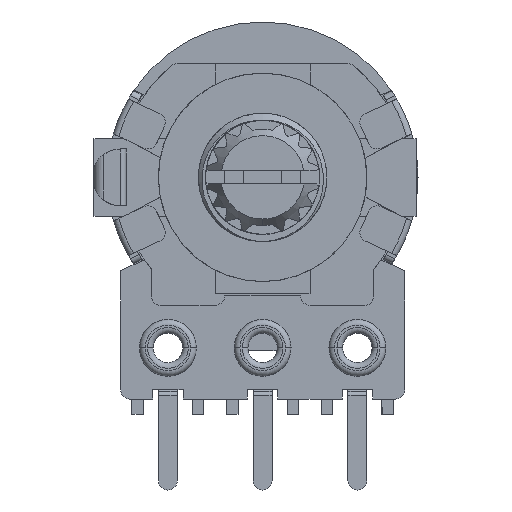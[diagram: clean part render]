
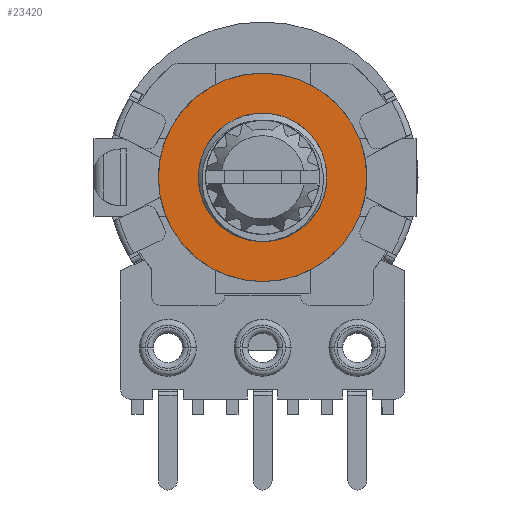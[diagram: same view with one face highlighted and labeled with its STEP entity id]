
A CAD part, front view. The second image highlights one B-rep face of the part: STEP entity #23420.
In plain terms, the highlighted face is planar.
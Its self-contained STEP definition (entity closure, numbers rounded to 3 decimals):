
#3139 = EDGE_CURVE ( 'NONE', #29546, #29549, #14196, .T. ) ;
#3946 = AXIS2_PLACEMENT_3D ( 'NONE', #4408, #4405, #4404 ) ;
#4404 = DIRECTION ( 'NONE',  ( 0., -1., 0. ) ) ;
#4405 = DIRECTION ( 'NONE',  ( 0., 0., -1. ) ) ;
#4408 = CARTESIAN_POINT ( 'NONE',  ( 0., 0., 4. ) ) ;
#6279 = AXIS2_PLACEMENT_3D ( 'NONE', #10899, #10884, #10883 ) ;
#8570 = CARTESIAN_POINT ( 'NONE',  ( 0.155, -3.386, 4. ) ) ;
#8592 = CARTESIAN_POINT ( 'NONE',  ( 0.363, -3.37, 4. ) ) ;
#8595 = CARTESIAN_POINT ( 'NONE',  ( 0.566, -3.335, 4. ) ) ;
#8596 = CARTESIAN_POINT ( 'NONE',  ( 0.964, -3.227, 4. ) ) ;
#8605 = CARTESIAN_POINT ( 'NONE',  ( 1.16, -3.154, 4. ) ) ;
#8607 = CARTESIAN_POINT ( 'NONE',  ( 1.534, -2.973, 4. ) ) ;
#8614 = CARTESIAN_POINT ( 'NONE',  ( 1.71, -2.866, 4. ) ) ;
#8617 = CARTESIAN_POINT ( 'NONE',  ( 2.041, -2.62, 4. ) ) ;
#8619 = CARTESIAN_POINT ( 'NONE',  ( 2.198, -2.48, 4. ) ) ;
#8622 = CARTESIAN_POINT ( 'NONE',  ( 2.479, -2.176, 4. ) ) ;
#8627 = CARTESIAN_POINT ( 'NONE',  ( 2.604, -2.013, 4. ) ) ;
#8628 = CARTESIAN_POINT ( 'NONE',  ( 2.824, -1.663, 4. ) ) ;
#8632 = CARTESIAN_POINT ( 'NONE',  ( 2.919, -1.475, 4. ) ) ;
#8634 = CARTESIAN_POINT ( 'NONE',  ( 3.068, -1.09, 4. ) ) ;
#8638 = CARTESIAN_POINT ( 'NONE',  ( 3.124, -0.892, 4. ) ) ;
#8641 = CARTESIAN_POINT ( 'NONE',  ( 3.197, -0.484, 4. ) ) ;
#8644 = CARTESIAN_POINT ( 'NONE',  ( 3.213, -0.275, 4. ) ) ;
#8646 = CARTESIAN_POINT ( 'NONE',  ( 3.202, 0.343, 4. ) ) ;
#8648 = CARTESIAN_POINT ( 'NONE',  ( 3.113, 0.758, 4. ) ) ;
#8649 = CARTESIAN_POINT ( 'NONE',  ( 2.87, 1.326, 4. ) ) ;
#8654 = CARTESIAN_POINT ( 'NONE',  ( 2.769, 1.511, 4. ) ) ;
#8656 = CARTESIAN_POINT ( 'NONE',  ( 2.535, 1.853, 4. ) ) ;
#8658 = CARTESIAN_POINT ( 'NONE',  ( 2.403, 2.01, 4. ) ) ;
#8660 = CARTESIAN_POINT ( 'NONE',  ( 2.106, 2.297, 4. ) ) ;
#8665 = CARTESIAN_POINT ( 'NONE',  ( 1.941, 2.428, 4. ) ) ;
#8668 = CARTESIAN_POINT ( 'NONE',  ( 1.593, 2.65, 4. ) ) ;
#8672 = CARTESIAN_POINT ( 'NONE',  ( 1.409, 2.743, 4. ) ) ;
#8677 = CARTESIAN_POINT ( 'NONE',  ( 1.021, 2.892, 4. ) ) ;
#8680 = CARTESIAN_POINT ( 'NONE',  ( 0.82, 2.946, 4. ) ) ;
#8684 = CARTESIAN_POINT ( 'NONE',  ( 0.414, 3.014, 4. ) ) ;
#8689 = CARTESIAN_POINT ( 'NONE',  ( 0.209, 3.027, 4. ) ) ;
#8696 = CARTESIAN_POINT ( 'NONE',  ( 0., 3.02, 4. ) ) ;
#10134 = CARTESIAN_POINT ( 'NONE',  ( -0.263, -3.373, 4. ) ) ;
#10135 = CARTESIAN_POINT ( 'NONE',  ( -0.67, -3.301, 4. ) ) ;
#10136 = CARTESIAN_POINT ( 'NONE',  ( -0.869, -3.247, 4. ) ) ;
#10138 = CARTESIAN_POINT ( 'NONE',  ( -1.257, -3.101, 4. ) ) ;
#10139 = CARTESIAN_POINT ( 'NONE',  ( -1.445, -3.009, 4. ) ) ;
#10144 = CARTESIAN_POINT ( 'NONE',  ( -1.797, -2.795, 4. ) ) ;
#10148 = CARTESIAN_POINT ( 'NONE',  ( -1.963, -2.672, 4. ) ) ;
#10158 = CARTESIAN_POINT ( 'NONE',  ( -2.427, -2.254, 4. ) ) ;
#10161 = CARTESIAN_POINT ( 'NONE',  ( -2.68, -1.921, 4. ) ) ;
#10163 = CARTESIAN_POINT ( 'NONE',  ( -2.958, -1.362, 4. ) ) ;
#10182 = CARTESIAN_POINT ( 'NONE',  ( -3.031, -1.17, 4. ) ) ;
#10188 = CARTESIAN_POINT ( 'NONE',  ( -3.14, -0.772, 4. ) ) ;
#10190 = CARTESIAN_POINT ( 'NONE',  ( -3.176, -0.565, 4. ) ) ;
#10191 = CARTESIAN_POINT ( 'NONE',  ( -3.206, -0.153, 4. ) ) ;
#10192 = CARTESIAN_POINT ( 'NONE',  ( -3.202, 0.053, 4. ) ) ;
#10194 = CARTESIAN_POINT ( 'NONE',  ( -3.152, 0.464, 4. ) ) ;
#10200 = CARTESIAN_POINT ( 'NONE',  ( -3.107, 0.669, 4. ) ) ;
#10204 = CARTESIAN_POINT ( 'NONE',  ( -2.915, 1.258, 4. ) ) ;
#10206 = CARTESIAN_POINT ( 'NONE',  ( -2.709, 1.629, 4. ) ) ;
#10208 = CARTESIAN_POINT ( 'NONE',  ( -2.306, 2.098, 4. ) ) ;
#10213 = CARTESIAN_POINT ( 'NONE',  ( -2.154, 2.243, 4. ) ) ;
#10216 = CARTESIAN_POINT ( 'NONE',  ( 0.155, -3.386, 4. ) ) ;
#10218 = CARTESIAN_POINT ( 'NONE',  ( -1.827, 2.496, 4. ) ) ;
#10227 = CARTESIAN_POINT ( 'NONE',  ( -1.652, 2.605, 4. ) ) ;
#10230 = CARTESIAN_POINT ( 'NONE',  ( -1.28, 2.788, 4. ) ) ;
#10232 = CARTESIAN_POINT ( 'NONE',  ( -1.083, 2.861, 4. ) ) ;
#10234 = CARTESIAN_POINT ( 'NONE',  ( -0.684, 2.965, 4. ) ) ;
#10238 = CARTESIAN_POINT ( 'NONE',  ( -0.481, 2.997, 4. ) ) ;
#10240 = CARTESIAN_POINT ( 'NONE',  ( -0.054, -3.389, 4. ) ) ;
#10266 = CARTESIAN_POINT ( 'NONE',  ( -0.272, 3.008, 4. ) ) ;
#10883 = DIRECTION ( 'NONE',  ( 0., -1., 0. ) ) ;
#10884 = DIRECTION ( 'NONE',  ( 0., 0., -1. ) ) ;
#10894 = PLANE ( 'NONE',  #6279 ) ;
#10899 = CARTESIAN_POINT ( 'NONE',  ( 0., 0., 4. ) ) ;
#14196 = CIRCLE ( 'NONE', #3946, 5.5 ) ;
#15972 = ORIENTED_EDGE ( 'NONE', *, *, #24345, .F. ) ;
#15974 = ORIENTED_EDGE ( 'NONE', *, *, #27204, .T. ) ;
#15977 = ORIENTED_EDGE ( 'NONE', *, *, #26053, .F. ) ;
#15978 = ORIENTED_EDGE ( 'NONE', *, *, #3139, .F. ) ;
#15980 = ORIENTED_EDGE ( 'NONE', *, *, #29004, .F. ) ;
#16363 = CARTESIAN_POINT ( 'NONE',  ( 0.155, -3.386, 4. ) ) ;
#16685 = CARTESIAN_POINT ( 'NONE',  ( -0.272, 3.008, 4. ) ) ;
#16697 = CARTESIAN_POINT ( 'NONE',  ( 0., 3.02, 4. ) ) ;
#16754 = CARTESIAN_POINT ( 'NONE',  ( 0., -5.5, 4. ) ) ;
#16757 = CARTESIAN_POINT ( 'NONE',  ( 0., 5.5, 4. ) ) ;
#18446 = CIRCLE ( 'NONE', #27052, 3.02 ) ;
#18622 = CIRCLE ( 'NONE', #27115, 5.5 ) ;
#20154 = DIRECTION ( 'NONE',  ( 0., -1., 0. ) ) ;
#20155 = DIRECTION ( 'NONE',  ( 0., 0., -1. ) ) ;
#20164 = CARTESIAN_POINT ( 'NONE',  ( 0., 0., 4. ) ) ;
#20214 = CARTESIAN_POINT ( 'NONE',  ( 0., 0., 4. ) ) ;
#20233 = DIRECTION ( 'NONE',  ( 0., 0., -1. ) ) ;
#20237 = DIRECTION ( 'NONE',  ( 0., -1., 0. ) ) ;
#23420 = ADVANCED_FACE ( 'NONE', ( #30429, #30360 ), #10894, .F. ) ;
#24345 = EDGE_CURVE ( 'NONE', #29960, #29579, #30855, .T. ) ;
#26053 = EDGE_CURVE ( 'NONE', #29584, #29960, #30863, .T. ) ;
#27052 = AXIS2_PLACEMENT_3D ( 'NONE', #20164, #20155, #20154 ) ;
#27115 = AXIS2_PLACEMENT_3D ( 'NONE', #20214, #20233, #20237 ) ;
#27204 = EDGE_CURVE ( 'NONE', #29584, #29579, #18446, .T. ) ;
#28408 = EDGE_LOOP ( 'NONE', ( #15980, #15978 ) ) ;
#28410 = EDGE_LOOP ( 'NONE', ( #15977, #15974, #15972 ) ) ;
#29004 = EDGE_CURVE ( 'NONE', #29549, #29546, #18622, .T. ) ;
#29546 = VERTEX_POINT ( 'NONE', #16757 ) ;
#29549 = VERTEX_POINT ( 'NONE', #16754 ) ;
#29579 = VERTEX_POINT ( 'NONE', #16697 ) ;
#29584 = VERTEX_POINT ( 'NONE', #16685 ) ;
#29960 = VERTEX_POINT ( 'NONE', #16363 ) ;
#30360 = FACE_BOUND ( 'NONE', #28410, .T. ) ;
#30429 = FACE_OUTER_BOUND ( 'NONE', #28408, .T. ) ;
#30855 = B_SPLINE_CURVE_WITH_KNOTS ( 'NONE', 3,
 ( #8570, #8592, #8595, #8596, #8605, #8607, #8614, #8617, #8619, #8622, #8627, #8628, #8632, #8634, #8638, #8641, #8644, #8646, #8648, #8649, #8654, #8656, #8658, #8660, #8665, #8668, #8672, #8677, #8680, #8684, #8689, #8696 ),
 .UNSPECIFIED., .F., .F.,
 ( 4, 2, 2, 2, 2, 2, 2, 2, 2, 2, 2, 2, 2, 2, 2, 4 ),
 ( 0., 0.001, 0.001, 0.002, 0.002, 0.003, 0.004, 0.004, 0.005, 0.006, 0.007, 0.007, 0.008, 0.009, 0.009, 0.01 ),
 .UNSPECIFIED. ) ;
#30863 = B_SPLINE_CURVE_WITH_KNOTS ( 'NONE', 3,
 ( #10266, #10238, #10234, #10232, #10230, #10227, #10218, #10213, #10208, #10206, #10204, #10200, #10194, #10192, #10191, #10190, #10188, #10182, #10163, #10161, #10158, #10148, #10144, #10139, #10138, #10136, #10135, #10134, #10240, #10216 ),
 .UNSPECIFIED., .F., .F.,
 ( 4, 2, 2, 2, 2, 2, 2, 2, 2, 2, 2, 2, 2, 2, 4 ),
 ( 0., 0.001, 0.001, 0.002, 0.002, 0.004, 0.004, 0.005, 0.006, 0.006, 0.007, 0.008, 0.009, 0.009, 0.01 ),
 .UNSPECIFIED. ) ;
